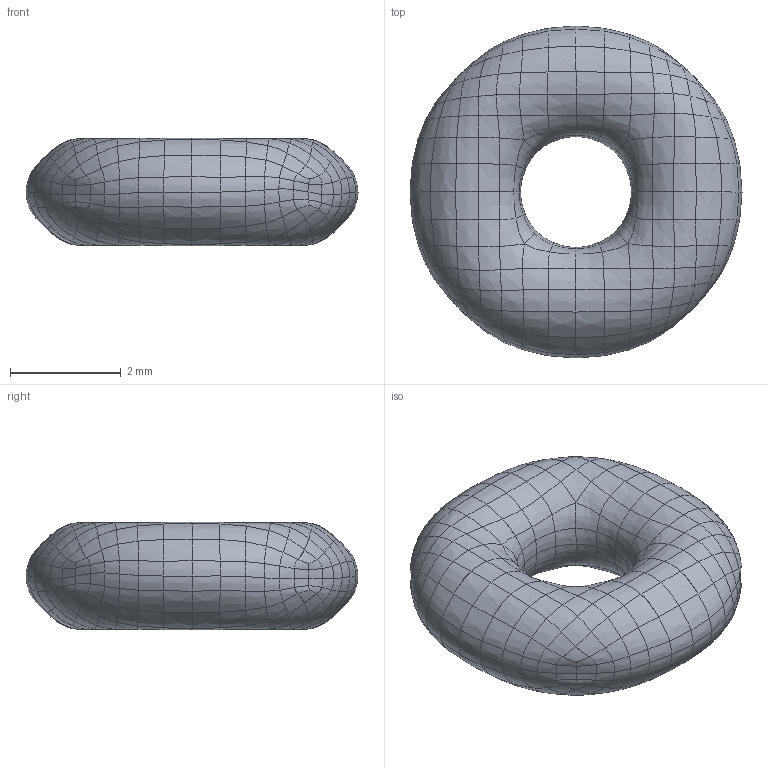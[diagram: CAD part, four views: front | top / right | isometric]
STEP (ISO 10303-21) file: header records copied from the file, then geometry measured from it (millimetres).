
FILE_DESCRIPTION(('FreeCAD Model'),'2;1');
FILE_NAME('./FairTorus.step','2016-01-15T16:02:18',('FreeCAD'),( 'FreeCAD'),'Open CASCADE STEP processor 6.7','FreeCAD','Unknown');
FILE_SCHEMA(('AUTOMOTIVE_DESIGN_CC2 { 1 2 10303 214 -1 1 5 4 }'));
Length unit declared in the file: millimetre
Products named in the file (512): Shape; Shape001; Shape002; Shape003; Shape004; Shape005; Shape006; Shape007; Shape008; Shape009; Shape010; Shape011; Shape012; Shape013; Shape014; Shape015; Shape016; Shape017; Shape018; Shape019; Shape020; Shape021; Shape022; Shape023; Shape024; Shape025; Shape026; Shape027; Shape028; Shape029; Shape030; Shape031; Shape032; Shape033; Shape034; Shape035; Shape036; Shape037; Shape038; Shape039 ...
Bounding box: 6.01 x 6.01 x 1.95 mm (x, y, z)
Surface area: 77.6 mm2 (no closed solid volume)
Topology: 0 solids, 512 shells, 512 faces, 2048 edges, 2048 vertices
Faces by surface type: bspline 512
Entity records: 44934 total; most frequent: CARTESIAN_POINT 16257, DIRECTION 2050, ORIENTED_EDGE 2048, EDGE_CURVE 2048, VERTEX_POINT 2048, SURFACE_CURVE 2048, B_SPLINE_CURVE_WITH_KNOTS 2048, PCURVE 2048
